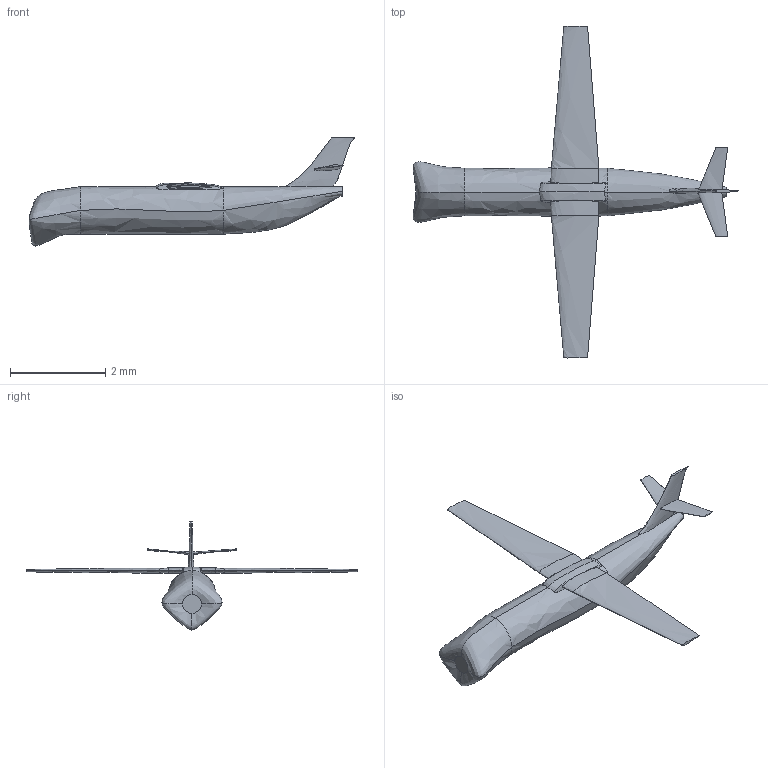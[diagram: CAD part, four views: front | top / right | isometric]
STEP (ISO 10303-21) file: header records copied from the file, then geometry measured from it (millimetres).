
FILE_DESCRIPTION(('Open CASCADE Model'),'2;1');
FILE_NAME('Open CASCADE Shape Model','2025-11-09T11:13:49',('Author'),( 'Open CASCADE'),'Open CASCADE STEP processor 7.6','Open CASCADE 7.6' ,'Unknown');
FILE_SCHEMA(('AUTOMOTIVE_DESIGN { 1 0 10303 214 1 1 1 1 }'));
Length unit declared in the file: millimetre
Products named in the file (1): Open CASCADE STEP translator 7.6 8
Bounding box: 6.85 x 6.98 x 2.27 mm (x, y, z)
Volume: 4.6 mm3; surface area: 32.3 mm2
Topology: 1 solids, 1 shells, 46 faces, 110 edges, 68 vertices
Faces by surface type: bspline 37, plane 9
Entity records: 14622 total; most frequent: CARTESIAN_POINT 12838, ORIENTED_EDGE 220, PCURVE 220, DEFINITIONAL_REPRESENTATION 220, B_SPLINE_CURVE_WITH_KNOTS 193, DIRECTION 157, LINE 137, VECTOR 137
